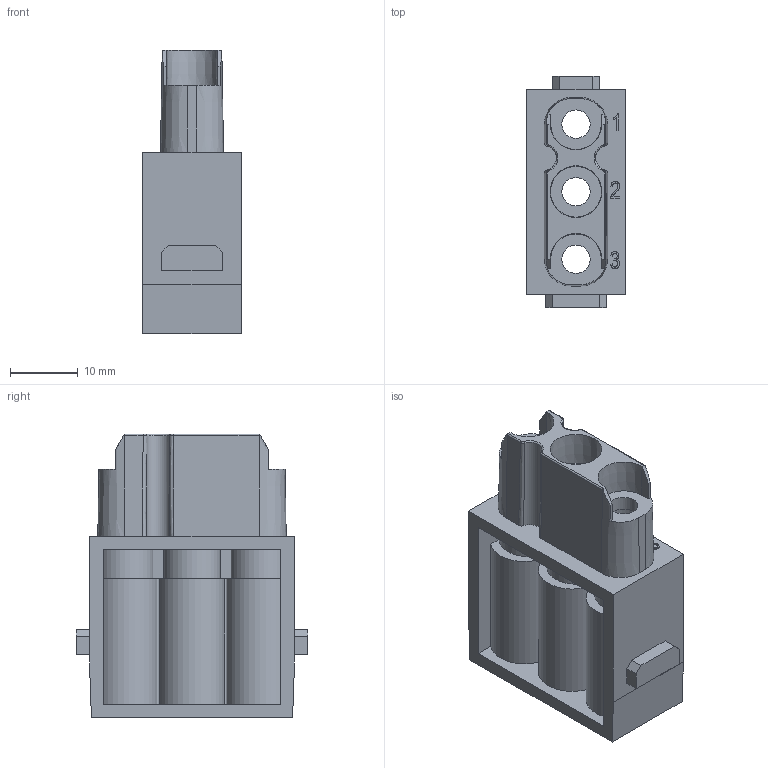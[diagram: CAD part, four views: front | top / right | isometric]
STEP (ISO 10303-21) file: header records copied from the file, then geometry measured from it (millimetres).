
FILE_DESCRIPTION(/* description */ (''),/* implementation_level */ '2;1');
FILE_NAME(/* name */ '100122255ugm000_d.stp',/* time_stamp */ '2019-10-29T13:14:06+01:00',/* author */ (''),/* organization */ (''),/* preprocessor_version */ 'ST-DEVELOPER v16.7',/* originating_system */ 'SIEMENS PLM Software NX 12.0',/* authorisation */ '');
FILE_SCHEMA (('AUTOMOTIVE_DESIGN { 1 0 10303 214 3 1 1 1 }'));
Length unit declared in the file: millimetre
Products named in the file (1): 100122255ugm000_d
Bounding box: 14.65 x 34.2 x 41.95 mm (x, y, z)
Volume: 6764.4 mm3; surface area: 7948.7 mm2
Topology: 1 solids, 1 shells, 316 faces, 1012 edges, 907 vertices
Faces by surface type: plane 213, cylinder 41, cone 25, extrusion 20, bspline 17
Full cylindrical faces by diameter (mm): 0.683 x1, 0.807 x1, 4.2 x3, 6.35 x3
Entity records: 13566 total; most frequent: CARTESIAN_POINT 3969, ORIENTED_EDGE 1630, DIRECTION 1530, EDGE_CURVE 815, VECTOR 650, LINE 630, VERTEX_POINT 546, AXIS2_PLACEMENT_3D 440
